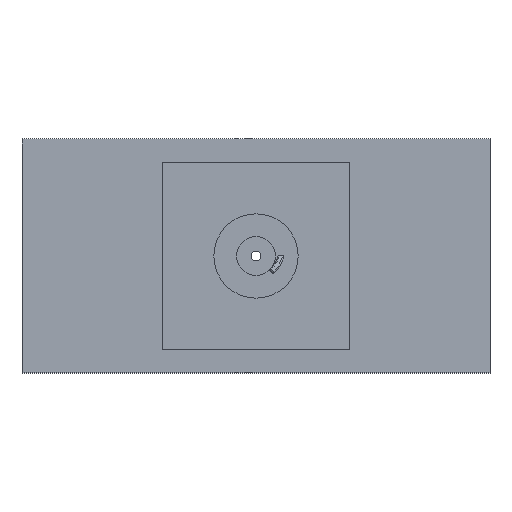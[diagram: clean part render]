
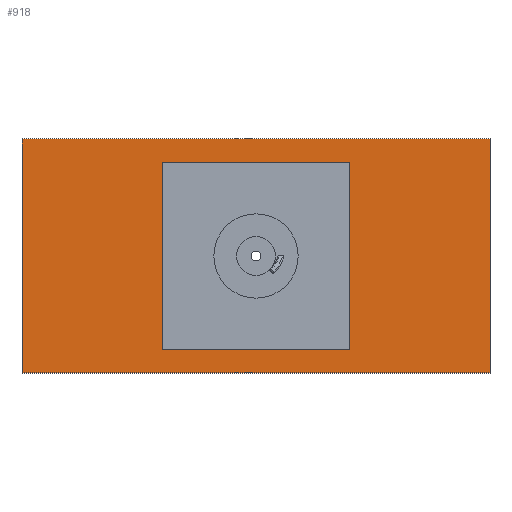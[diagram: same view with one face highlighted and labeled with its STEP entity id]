
A CAD part, top view. The second image highlights one B-rep face of the part: STEP entity #918.
In plain terms, the highlighted planar face has unit normal (0, 0, 1).
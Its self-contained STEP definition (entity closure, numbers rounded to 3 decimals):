
#1 = LINE ( 'NONE', #1827, #221 ) ;
#20 = AXIS2_PLACEMENT_3D ( 'NONE', #1612, #611, #951 ) ;
#44 = VERTEX_POINT ( 'NONE', #2019 ) ;
#134 = CARTESIAN_POINT ( 'NONE',  ( -30., -30., 0. ) ) ;
#139 = EDGE_CURVE ( 'NONE', #460, #1880, #2107, .T. ) ;
#172 = ORIENTED_EDGE ( 'NONE', *, *, #1085, .F. ) ;
#199 = CARTESIAN_POINT ( 'NONE',  ( 30., -30., 0. ) ) ;
#205 = EDGE_CURVE ( 'NONE', #1374, #44, #1437, .T. ) ;
#221 = VECTOR ( 'NONE', #2106, 1000. ) ;
#238 = EDGE_LOOP ( 'NONE', ( #557, #1816, #1483, #172 ) ) ;
#292 = VECTOR ( 'NONE', #1684, 1000. ) ;
#349 = LINE ( 'NONE', #823, #292 ) ;
#401 = VERTEX_POINT ( 'NONE', #1422 ) ;
#408 = LINE ( 'NONE', #199, #1542 ) ;
#415 = DIRECTION ( 'NONE',  ( -1., 0., 0. ) ) ;
#417 = CARTESIAN_POINT ( 'NONE',  ( -30., 30., 0. ) ) ;
#453 = DIRECTION ( 'NONE',  ( 0., 1., 0. ) ) ;
#460 = VERTEX_POINT ( 'NONE', #134 ) ;
#475 = ORIENTED_EDGE ( 'NONE', *, *, #1352, .T. ) ;
#480 = VERTEX_POINT ( 'NONE', #1260 ) ;
#505 = CARTESIAN_POINT ( 'NONE',  ( -75., 37.5, 0. ) ) ;
#557 = ORIENTED_EDGE ( 'NONE', *, *, #1905, .F. ) ;
#568 = CARTESIAN_POINT ( 'NONE',  ( -30., -30., 0. ) ) ;
#611 = DIRECTION ( 'NONE',  ( 0., 0., 1. ) ) ;
#647 = ORIENTED_EDGE ( 'NONE', *, *, #938, .T. ) ;
#724 = EDGE_CURVE ( 'NONE', #1880, #480, #408, .T. ) ;
#823 = CARTESIAN_POINT ( 'NONE',  ( -75., -37.5, 0. ) ) ;
#866 = CARTESIAN_POINT ( 'NONE',  ( 30., -30., 0. ) ) ;
#918 = ADVANCED_FACE ( 'NONE', ( #1106, #1415 ), #1287, .T. ) ;
#926 = DIRECTION ( 'NONE',  ( -1., 0., 0. ) ) ;
#938 = EDGE_CURVE ( 'NONE', #44, #2066, #2088, .T. ) ;
#943 = ORIENTED_EDGE ( 'NONE', *, *, #205, .T. ) ;
#951 = DIRECTION ( 'NONE',  ( 1., 0., 0. ) ) ;
#1010 = VECTOR ( 'NONE', #453, 1000. ) ;
#1049 = ORIENTED_EDGE ( 'NONE', *, *, #1854, .T. ) ;
#1085 = EDGE_CURVE ( 'NONE', #1564, #460, #2043, .T. ) ;
#1106 = FACE_BOUND ( 'NONE', #238, .T. ) ;
#1207 = LINE ( 'NONE', #1866, #1601 ) ;
#1260 = CARTESIAN_POINT ( 'NONE',  ( 30., 30., 0. ) ) ;
#1276 = DIRECTION ( 'NONE',  ( 1., 0., 0. ) ) ;
#1287 = PLANE ( 'NONE',  #20 ) ;
#1352 = EDGE_CURVE ( 'NONE', #2066, #401, #1, .T. ) ;
#1374 = VERTEX_POINT ( 'NONE', #1779 ) ;
#1415 = FACE_OUTER_BOUND ( 'NONE', #1472, .T. ) ;
#1422 = CARTESIAN_POINT ( 'NONE',  ( -75., -37.5, 0. ) ) ;
#1437 = LINE ( 'NONE', #2098, #1010 ) ;
#1472 = EDGE_LOOP ( 'NONE', ( #1049, #943, #647, #475 ) ) ;
#1483 = ORIENTED_EDGE ( 'NONE', *, *, #139, .F. ) ;
#1526 = DIRECTION ( 'NONE',  ( 0., -1., 0. ) ) ;
#1542 = VECTOR ( 'NONE', #2032, 1000. ) ;
#1564 = VERTEX_POINT ( 'NONE', #417 ) ;
#1601 = VECTOR ( 'NONE', #415, 1000. ) ;
#1612 = CARTESIAN_POINT ( 'NONE',  ( 0., 0., 0. ) ) ;
#1684 = DIRECTION ( 'NONE',  ( 1., 0., 0. ) ) ;
#1704 = VECTOR ( 'NONE', #1526, 1000. ) ;
#1739 = CARTESIAN_POINT ( 'NONE',  ( -30., -30., 0. ) ) ;
#1740 = CARTESIAN_POINT ( 'NONE',  ( -75., 37.5, 0. ) ) ;
#1764 = VECTOR ( 'NONE', #926, 1000. ) ;
#1779 = CARTESIAN_POINT ( 'NONE',  ( 75., -37.5, 0. ) ) ;
#1816 = ORIENTED_EDGE ( 'NONE', *, *, #724, .F. ) ;
#1827 = CARTESIAN_POINT ( 'NONE',  ( -75., -37.5, 0. ) ) ;
#1834 = VECTOR ( 'NONE', #1276, 1000. ) ;
#1854 = EDGE_CURVE ( 'NONE', #401, #1374, #349, .T. ) ;
#1866 = CARTESIAN_POINT ( 'NONE',  ( -30., 30., 0. ) ) ;
#1880 = VERTEX_POINT ( 'NONE', #866 ) ;
#1905 = EDGE_CURVE ( 'NONE', #480, #1564, #1207, .T. ) ;
#2019 = CARTESIAN_POINT ( 'NONE',  ( 75., 37.5, 0. ) ) ;
#2032 = DIRECTION ( 'NONE',  ( 0., 1., 0. ) ) ;
#2043 = LINE ( 'NONE', #568, #1704 ) ;
#2066 = VERTEX_POINT ( 'NONE', #505 ) ;
#2088 = LINE ( 'NONE', #1740, #1764 ) ;
#2098 = CARTESIAN_POINT ( 'NONE',  ( 75., -37.5, 0. ) ) ;
#2106 = DIRECTION ( 'NONE',  ( 0., -1., 0. ) ) ;
#2107 = LINE ( 'NONE', #1739, #1834 ) ;
